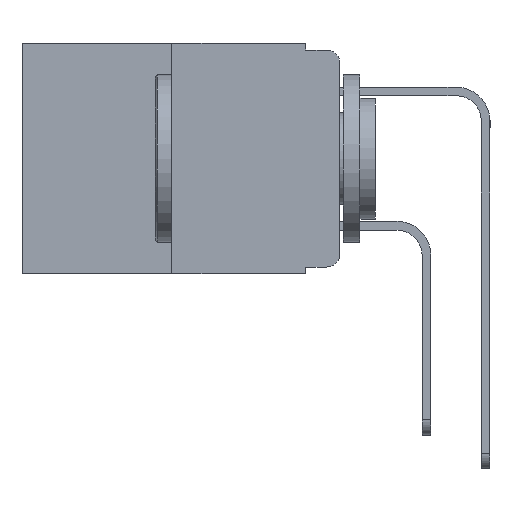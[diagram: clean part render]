
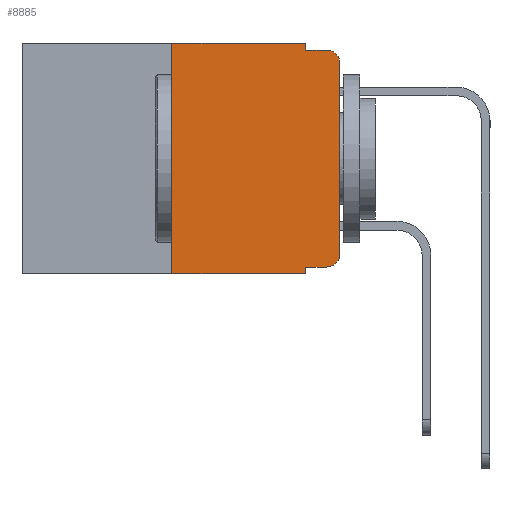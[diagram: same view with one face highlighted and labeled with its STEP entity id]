
A CAD part, left-side view. The second image highlights one B-rep face of the part: STEP entity #8885.
In plain terms, the highlighted planar face has unit normal (-1, 0, 0).
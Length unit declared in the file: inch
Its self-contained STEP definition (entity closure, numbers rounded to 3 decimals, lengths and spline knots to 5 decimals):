
#124 = CARTESIAN_POINT ( 'NONE',  ( 0., 0.051, 0. ) ) ;
#141 = VECTOR ( 'NONE', #4902, 39.37008 ) ;
#272 = DIRECTION ( 'NONE',  ( -1., 0., 0. ) ) ;
#320 = AXIS2_PLACEMENT_3D ( 'NONE', #6382, #9552, #3208 ) ;
#545 = CARTESIAN_POINT ( 'NONE',  ( 0., 0.051, 0. ) ) ;
#1062 = VERTEX_POINT ( 'NONE', #11029 ) ;
#1106 = LINE ( 'NONE', #1285, #10627 ) ;
#1285 = CARTESIAN_POINT ( 'NONE',  ( 0., 0.051, -0.01 ) ) ;
#1295 = VERTEX_POINT ( 'NONE', #6845 ) ;
#1585 = CARTESIAN_POINT ( 'NONE',  ( 0., 0., -0.313 ) ) ;
#1642 = EDGE_CURVE ( 'NONE', #2062, #1295, #1106, .T. ) ;
#1654 = CARTESIAN_POINT ( 'NONE',  ( 0., 0.051, -0.333 ) ) ;
#1725 = DIRECTION ( 'NONE',  ( 0., -1., 0. ) ) ;
#1796 = LINE ( 'NONE', #13582, #4009 ) ;
#1933 = DIRECTION ( 'NONE',  ( 0., -1., 0. ) ) ;
#1949 = CARTESIAN_POINT ( 'NONE',  ( 0., 0., -0.03 ) ) ;
#2062 = VERTEX_POINT ( 'NONE', #11821 ) ;
#2406 = EDGE_CURVE ( 'NONE', #10119, #1295, #12184, .T. ) ;
#2430 = CARTESIAN_POINT ( 'NONE',  ( 0., 0.051, 0. ) ) ;
#2496 = LINE ( 'NONE', #3048, #12926 ) ;
#2820 = EDGE_CURVE ( 'NONE', #7215, #10076, #11090, .T. ) ;
#3024 = VECTOR ( 'NONE', #9907, 39.37008 ) ;
#3048 = CARTESIAN_POINT ( 'NONE',  ( 0., 0.473, 0. ) ) ;
#3133 = EDGE_CURVE ( 'NONE', #9799, #10119, #1796, .T. ) ;
#3154 = LINE ( 'NONE', #1654, #141 ) ;
#3208 = DIRECTION ( 'NONE',  ( 0., 0., -1. ) ) ;
#3484 = CIRCLE ( 'NONE', #8668, 0.02 ) ;
#3629 = CARTESIAN_POINT ( 'NONE',  ( 0., 0.02, -0.333 ) ) ;
#3948 = EDGE_LOOP ( 'NONE', ( #13039, #11024, #6125, #11631, #9586, #7155, #12581, #7826, #9573, #12566 ) ) ;
#4009 = VECTOR ( 'NONE', #13607, 39.37008 ) ;
#4528 = EDGE_CURVE ( 'NONE', #13021, #2062, #12281, .T. ) ;
#4575 = VERTEX_POINT ( 'NONE', #3629 ) ;
#4902 = DIRECTION ( 'NONE',  ( 0., -1., 0. ) ) ;
#5045 = DIRECTION ( 'NONE',  ( 0., 0., -1. ) ) ;
#5126 = AXIS2_PLACEMENT_3D ( 'NONE', #9645, #9636, #9634 ) ;
#5247 = EDGE_CURVE ( 'NONE', #7215, #1062, #7329, .T. ) ;
#6001 = EDGE_CURVE ( 'NONE', #11635, #10076, #7742, .T. ) ;
#6125 = ORIENTED_EDGE ( 'NONE', *, *, #1642, .F. ) ;
#6186 = CARTESIAN_POINT ( 'NONE',  ( 0., 0.051, -0.343 ) ) ;
#6340 = PLANE ( 'NONE',  #320 ) ;
#6382 = CARTESIAN_POINT ( 'NONE',  ( 0., 0.473, 0. ) ) ;
#6841 = VECTOR ( 'NONE', #5045, 39.37008 ) ;
#6844 = CARTESIAN_POINT ( 'NONE',  ( 0., 0.02, -0.313 ) ) ;
#6845 = CARTESIAN_POINT ( 'NONE',  ( 0., 0.02, -0.01 ) ) ;
#7155 = ORIENTED_EDGE ( 'NONE', *, *, #5247, .F. ) ;
#7215 = VERTEX_POINT ( 'NONE', #8549 ) ;
#7329 = LINE ( 'NONE', #9951, #12732 ) ;
#7401 = VECTOR ( 'NONE', #12864, 39.37008 ) ;
#7636 = EDGE_CURVE ( 'NONE', #1062, #13021, #2496, .T. ) ;
#7742 = LINE ( 'NONE', #2430, #7401 ) ;
#7826 = ORIENTED_EDGE ( 'NONE', *, *, #6001, .F. ) ;
#7928 = DIRECTION ( 'NONE',  ( 0., 0., -1. ) ) ;
#7994 = EDGE_CURVE ( 'NONE', #4575, #9799, #3484, .T. ) ;
#8316 = FACE_OUTER_BOUND ( 'NONE', #3948, .T. ) ;
#8549 = CARTESIAN_POINT ( 'NONE',  ( 0., 0.25, -0.343 ) ) ;
#8643 = EDGE_CURVE ( 'NONE', #11635, #4575, #3154, .T. ) ;
#8668 = AXIS2_PLACEMENT_3D ( 'NONE', #6844, #272, #7928 ) ;
#8885 = ADVANCED_FACE ( 'NONE', ( #8316 ), #6340, .F. ) ;
#9036 = CARTESIAN_POINT ( 'NONE',  ( 0., 0.473, -0.343 ) ) ;
#9488 = CARTESIAN_POINT ( 'NONE',  ( 0., 0.051, -0.333 ) ) ;
#9552 = DIRECTION ( 'NONE',  ( 1., 0., 0. ) ) ;
#9573 = ORIENTED_EDGE ( 'NONE', *, *, #8643, .T. ) ;
#9586 = ORIENTED_EDGE ( 'NONE', *, *, #7636, .F. ) ;
#9634 = DIRECTION ( 'NONE',  ( 0., 0., -1. ) ) ;
#9636 = DIRECTION ( 'NONE',  ( -1., 0., 0. ) ) ;
#9645 = CARTESIAN_POINT ( 'NONE',  ( 0., 0.02, -0.03 ) ) ;
#9799 = VERTEX_POINT ( 'NONE', #1585 ) ;
#9907 = DIRECTION ( 'NONE',  ( 0., -1., 0. ) ) ;
#9951 = CARTESIAN_POINT ( 'NONE',  ( 0., 0.25, 0. ) ) ;
#10076 = VERTEX_POINT ( 'NONE', #6186 ) ;
#10119 = VERTEX_POINT ( 'NONE', #1949 ) ;
#10627 = VECTOR ( 'NONE', #1725, 39.37008 ) ;
#11024 = ORIENTED_EDGE ( 'NONE', *, *, #2406, .T. ) ;
#11029 = CARTESIAN_POINT ( 'NONE',  ( 0., 0.25, 0. ) ) ;
#11090 = LINE ( 'NONE', #9036, #3024 ) ;
#11608 = DIRECTION ( 'NONE',  ( 0., 0., 1. ) ) ;
#11631 = ORIENTED_EDGE ( 'NONE', *, *, #4528, .F. ) ;
#11635 = VERTEX_POINT ( 'NONE', #9488 ) ;
#11821 = CARTESIAN_POINT ( 'NONE',  ( 0., 0.051, -0.01 ) ) ;
#12184 = CIRCLE ( 'NONE', #5126, 0.02 ) ;
#12281 = LINE ( 'NONE', #545, #6841 ) ;
#12566 = ORIENTED_EDGE ( 'NONE', *, *, #7994, .T. ) ;
#12581 = ORIENTED_EDGE ( 'NONE', *, *, #2820, .T. ) ;
#12732 = VECTOR ( 'NONE', #11608, 39.37008 ) ;
#12864 = DIRECTION ( 'NONE',  ( 0., 0., -1. ) ) ;
#12926 = VECTOR ( 'NONE', #1933, 39.37008 ) ;
#13021 = VERTEX_POINT ( 'NONE', #124 ) ;
#13039 = ORIENTED_EDGE ( 'NONE', *, *, #3133, .T. ) ;
#13582 = CARTESIAN_POINT ( 'NONE',  ( 0., 0., 0. ) ) ;
#13607 = DIRECTION ( 'NONE',  ( 0., 0., 1. ) ) ;
